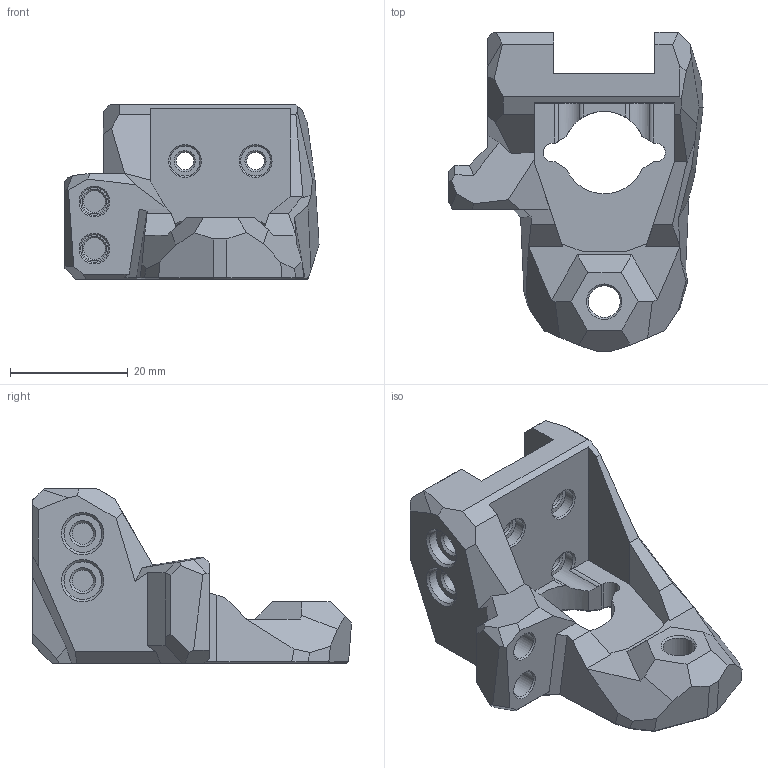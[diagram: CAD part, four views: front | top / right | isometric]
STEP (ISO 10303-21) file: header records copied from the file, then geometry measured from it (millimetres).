
FILE_DESCRIPTION(/* description */ (''),/* implementation_level */ '2;1');
FILE_NAME(/* name */ 'Z_Rear_Leadscrew_Top_x1.step',/* time_stamp */ '2025-12-31T11:15:18-05:00',/* author */ (''),/* organization */ (''),/* preprocessor_version */ 'ST-DEVELOPER v20.1',/* originating_system */ 'Autodesk Translation Framework v14.21.0.0',/* authorisation */ '');
FILE_SCHEMA (('AUTOMOTIVE_DESIGN { 1 0 10303 214 3 1 1 }'));
Length unit declared in the file: millimetre
Products named in the file (1): Z_Rear (1)
Bounding box: 43.19 x 54.22 x 29.69 mm (x, y, z)
Volume: 18004.3 mm3; surface area: 8256 mm2
Topology: 1 solids, 1 shells, 203 faces, 552 edges, 360 vertices
Faces by surface type: plane 157, cylinder 25, cone 19, bspline 2
Full cylindrical faces by diameter (mm): 3 x4, 3.6 x2, 3.7 x2, 4.7 x2, 5.1 x4, 5.4 x1, 6.4 x2
Entity records: 6573 total; most frequent: CARTESIAN_POINT 1346, ORIENTED_EDGE 1104, DIRECTION 1029, EDGE_CURVE 552, LINE 443, VECTOR 443, VERTEX_POINT 360, AXIS2_PLACEMENT_3D 293
